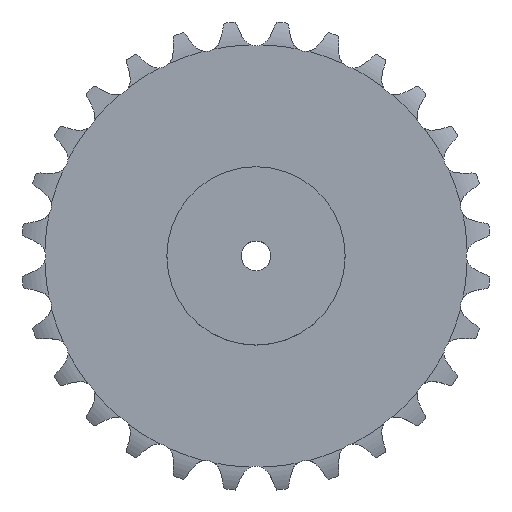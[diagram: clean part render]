
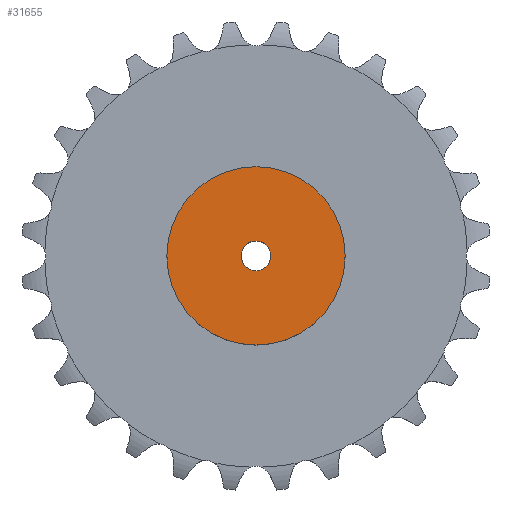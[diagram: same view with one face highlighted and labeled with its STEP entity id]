
A CAD part, top view. The second image highlights one B-rep face of the part: STEP entity #31655.
In plain terms, the highlighted planar face has unit normal (0, 0, 1).
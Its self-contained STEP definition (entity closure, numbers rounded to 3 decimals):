
#3729 = CYLINDRICAL_SURFACE('',#3730,90.);
#3730 = AXIS2_PLACEMENT_3D('',#3731,#3732,#3733);
#3731 = CARTESIAN_POINT('',(0.,0.,0.));
#3732 = DIRECTION('',(-0.,-0.,-1.));
#3733 = DIRECTION('',(1.,0.,0.));
#20342 = VERTEX_POINT('',#20343);
#20343 = CARTESIAN_POINT('',(90.,0.,90.));
#20364 = EDGE_CURVE('',#20342,#20342,#20365,.T.);
#20365 = SURFACE_CURVE('',#20366,(#20371,#20378),.PCURVE_S1.);
#20366 = CIRCLE('',#20367,90.);
#20367 = AXIS2_PLACEMENT_3D('',#20368,#20369,#20370);
#20368 = CARTESIAN_POINT('',(0.,0.,90.));
#20369 = DIRECTION('',(0.,0.,1.));
#20370 = DIRECTION('',(1.,0.,0.));
#20371 = PCURVE('',#3729,#20372);
#20372 = DEFINITIONAL_REPRESENTATION('',(#20373),#20377);
#20373 = LINE('',#20374,#20375);
#20374 = CARTESIAN_POINT('',(-0.,-90.));
#20375 = VECTOR('',#20376,1.);
#20376 = DIRECTION('',(-1.,0.));
#20377 = ( GEOMETRIC_REPRESENTATION_CONTEXT(2) 
PARAMETRIC_REPRESENTATION_CONTEXT() REPRESENTATION_CONTEXT('2D SPACE',''
  ) );
#20378 = PCURVE('',#20379,#20384);
#20379 = PLANE('',#20380);
#20380 = AXIS2_PLACEMENT_3D('',#20381,#20382,#20383);
#20381 = CARTESIAN_POINT('',(0.,0.,90.)
  );
#20382 = DIRECTION('',(0.,0.,1.));
#20383 = DIRECTION('',(1.,0.,0.));
#20384 = DEFINITIONAL_REPRESENTATION('',(#20385),#20389);
#20385 = CIRCLE('',#20386,90.);
#20386 = AXIS2_PLACEMENT_2D('',#20387,#20388);
#20387 = CARTESIAN_POINT('',(0.,0.));
#20388 = DIRECTION('',(1.,0.));
#20389 = ( GEOMETRIC_REPRESENTATION_CONTEXT(2) 
PARAMETRIC_REPRESENTATION_CONTEXT() REPRESENTATION_CONTEXT('2D SPACE',''
  ) );
#27081 = CYLINDRICAL_SURFACE('',#27082,15.);
#27082 = AXIS2_PLACEMENT_3D('',#27083,#27084,#27085);
#27083 = CARTESIAN_POINT('',(0.,0.,720.556));
#27084 = DIRECTION('',(0.,0.,1.));
#27085 = DIRECTION('',(1.,0.,0.));
#31655 = ADVANCED_FACE('',(#31656,#31659),#20379,.T.);
#31656 = FACE_BOUND('',#31657,.T.);
#31657 = EDGE_LOOP('',(#31658));
#31658 = ORIENTED_EDGE('',*,*,#20364,.T.);
#31659 = FACE_BOUND('',#31660,.T.);
#31660 = EDGE_LOOP('',(#31661));
#31661 = ORIENTED_EDGE('',*,*,#31662,.F.);
#31662 = EDGE_CURVE('',#31663,#31663,#31665,.T.);
#31663 = VERTEX_POINT('',#31664);
#31664 = CARTESIAN_POINT('',(15.,0.,90.));
#31665 = SURFACE_CURVE('',#31666,(#31671,#31678),.PCURVE_S1.);
#31666 = CIRCLE('',#31667,15.);
#31667 = AXIS2_PLACEMENT_3D('',#31668,#31669,#31670);
#31668 = CARTESIAN_POINT('',(0.,0.,90.));
#31669 = DIRECTION('',(0.,0.,1.));
#31670 = DIRECTION('',(1.,0.,0.));
#31671 = PCURVE('',#20379,#31672);
#31672 = DEFINITIONAL_REPRESENTATION('',(#31673),#31677);
#31673 = CIRCLE('',#31674,15.);
#31674 = AXIS2_PLACEMENT_2D('',#31675,#31676);
#31675 = CARTESIAN_POINT('',(0.,0.));
#31676 = DIRECTION('',(1.,0.));
#31677 = ( GEOMETRIC_REPRESENTATION_CONTEXT(2) 
PARAMETRIC_REPRESENTATION_CONTEXT() REPRESENTATION_CONTEXT('2D SPACE',''
  ) );
#31678 = PCURVE('',#27081,#31679);
#31679 = DEFINITIONAL_REPRESENTATION('',(#31680),#31684);
#31680 = LINE('',#31681,#31682);
#31681 = CARTESIAN_POINT('',(0.,-630.556));
#31682 = VECTOR('',#31683,1.);
#31683 = DIRECTION('',(1.,0.));
#31684 = ( GEOMETRIC_REPRESENTATION_CONTEXT(2) 
PARAMETRIC_REPRESENTATION_CONTEXT() REPRESENTATION_CONTEXT('2D SPACE',''
  ) );
